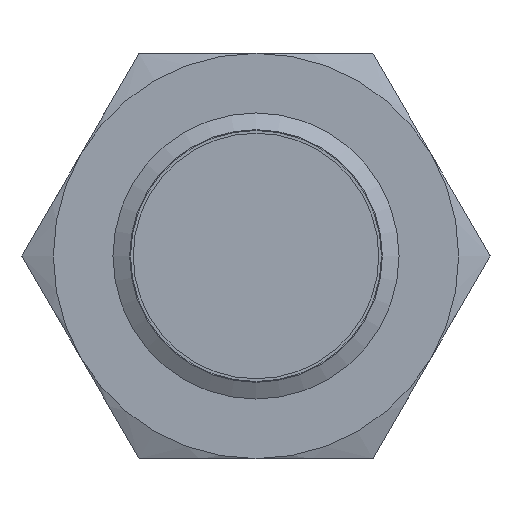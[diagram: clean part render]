
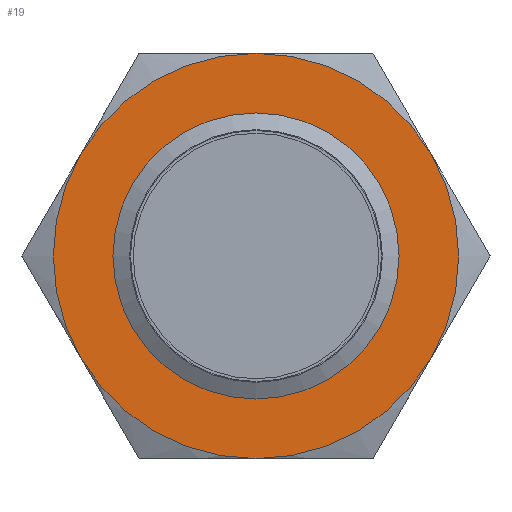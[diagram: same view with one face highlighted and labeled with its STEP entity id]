
A CAD part, left-side view. The second image highlights one B-rep face of the part: STEP entity #19.
In plain terms, the highlighted planar face has unit normal (-1, 0, 0).
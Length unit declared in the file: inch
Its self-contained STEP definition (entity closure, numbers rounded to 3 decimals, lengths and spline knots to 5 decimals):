
#2 = CARTESIAN_POINT ( 'NONE',  ( 0.3937, 0., 0. ) ) ;
#11 = DIRECTION ( 'NONE',  ( 0., 1., 0. ) ) ;
#19 = ADVANCED_FACE ( 'NONE', ( #475, #2158 ), #276, .F. ) ;
#82 = EDGE_LOOP ( 'NONE', ( #2700, #1522, #618, #1644, #2544, #404 ) ) ;
#99 = EDGE_CURVE ( 'NONE', #206, #1642, #1543, .T. ) ;
#117 = VERTEX_POINT ( 'NONE', #2012 ) ;
#149 = CIRCLE ( 'NONE', #578, 0.33465 ) ;
#154 = DIRECTION ( 'NONE',  ( 0., 0., -1. ) ) ;
#181 = CARTESIAN_POINT ( 'NONE',  ( 0.3937, 0., 0.23622 ) ) ;
#206 = VERTEX_POINT ( 'NONE', #262 ) ;
#211 = ORIENTED_EDGE ( 'NONE', *, *, #2330, .F. ) ;
#238 = DIRECTION ( 'NONE',  ( 1., 0., 0. ) ) ;
#262 = CARTESIAN_POINT ( 'NONE',  ( 0.3937, 0.28981, -0.16732 ) ) ;
#276 = PLANE ( 'NONE',  #1947 ) ;
#284 = CARTESIAN_POINT ( 'NONE',  ( 0.3937, 0., 0. ) ) ;
#297 = DIRECTION ( 'NONE',  ( 1., 0., 0. ) ) ;
#346 = EDGE_CURVE ( 'NONE', #1187, #1484, #149, .T. ) ;
#404 = ORIENTED_EDGE ( 'NONE', *, *, #99, .F. ) ;
#431 = EDGE_CURVE ( 'NONE', #1759, #206, #928, .T. ) ;
#438 = DIRECTION ( 'NONE',  ( 1., 0., 0. ) ) ;
#475 = FACE_BOUND ( 'NONE', #2304, .T. ) ;
#501 = CARTESIAN_POINT ( 'NONE',  ( 0.3937, 0., 0. ) ) ;
#502 = DIRECTION ( 'NONE',  ( 1., 0., 0. ) ) ;
#564 = DIRECTION ( 'NONE',  ( 1., 0., 0. ) ) ;
#578 = AXIS2_PLACEMENT_3D ( 'NONE', #1191, #564, #154 ) ;
#583 = VERTEX_POINT ( 'NONE', #181 ) ;
#618 = ORIENTED_EDGE ( 'NONE', *, *, #346, .F. ) ;
#704 = EDGE_CURVE ( 'NONE', #1484, #1759, #1318, .T. ) ;
#835 = AXIS2_PLACEMENT_3D ( 'NONE', #284, #297, #1766 ) ;
#924 = DIRECTION ( 'NONE',  ( -1., 0., 0. ) ) ;
#928 = CIRCLE ( 'NONE', #1287, 0.33465 ) ;
#1016 = AXIS2_PLACEMENT_3D ( 'NONE', #501, #924, #1768 ) ;
#1037 = DIRECTION ( 'NONE',  ( 1., 0., 0. ) ) ;
#1146 = CIRCLE ( 'NONE', #1863, 0.33465 ) ;
#1165 = CARTESIAN_POINT ( 'NONE',  ( 0.3937, 0., 0. ) ) ;
#1187 = VERTEX_POINT ( 'NONE', #2625 ) ;
#1191 = CARTESIAN_POINT ( 'NONE',  ( 0.3937, 0., 0. ) ) ;
#1270 = CARTESIAN_POINT ( 'NONE',  ( 0.3937, 0., 0. ) ) ;
#1287 = AXIS2_PLACEMENT_3D ( 'NONE', #1270, #438, #1699 ) ;
#1318 = CIRCLE ( 'NONE', #835, 0.33465 ) ;
#1484 = VERTEX_POINT ( 'NONE', #1744 ) ;
#1522 = ORIENTED_EDGE ( 'NONE', *, *, #704, .F. ) ;
#1543 = CIRCLE ( 'NONE', #1813, 0.33465 ) ;
#1544 = CIRCLE ( 'NONE', #2043, 0.33465 ) ;
#1631 = CARTESIAN_POINT ( 'NONE',  ( 0.3937, 0., 0. ) ) ;
#1642 = VERTEX_POINT ( 'NONE', #2181 ) ;
#1644 = ORIENTED_EDGE ( 'NONE', *, *, #1975, .F. ) ;
#1699 = DIRECTION ( 'NONE',  ( 0., 1., 0. ) ) ;
#1744 = CARTESIAN_POINT ( 'NONE',  ( 0.3937, -0.28981, -0.16732 ) ) ;
#1759 = VERTEX_POINT ( 'NONE', #1852 ) ;
#1766 = DIRECTION ( 'NONE',  ( 0., 1., 0. ) ) ;
#1768 = DIRECTION ( 'NONE',  ( 0., 0., 1. ) ) ;
#1799 = DIRECTION ( 'NONE',  ( 0., 0., -1. ) ) ;
#1813 = AXIS2_PLACEMENT_3D ( 'NONE', #1165, #502, #1799 ) ;
#1852 = CARTESIAN_POINT ( 'NONE',  ( 0.3937, 0., -0.33465 ) ) ;
#1863 = AXIS2_PLACEMENT_3D ( 'NONE', #1631, #2457, #11 ) ;
#1884 = DIRECTION ( 'NONE',  ( 0., 1., 0. ) ) ;
#1898 = EDGE_CURVE ( 'NONE', #1642, #117, #1146, .T. ) ;
#1947 = AXIS2_PLACEMENT_3D ( 'NONE', #2580, #238, #2171 ) ;
#1975 = EDGE_CURVE ( 'NONE', #117, #1187, #1544, .T. ) ;
#2012 = CARTESIAN_POINT ( 'NONE',  ( 0.3937, 0., 0.33465 ) ) ;
#2043 = AXIS2_PLACEMENT_3D ( 'NONE', #2, #1037, #1884 ) ;
#2158 = FACE_OUTER_BOUND ( 'NONE', #82, .T. ) ;
#2171 = DIRECTION ( 'NONE',  ( 0., 0., -1. ) ) ;
#2181 = CARTESIAN_POINT ( 'NONE',  ( 0.3937, 0.28981, 0.16732 ) ) ;
#2304 = EDGE_LOOP ( 'NONE', ( #211 ) ) ;
#2330 = EDGE_CURVE ( 'NONE', #583, #583, #2587, .T. ) ;
#2457 = DIRECTION ( 'NONE',  ( 1., 0., 0. ) ) ;
#2544 = ORIENTED_EDGE ( 'NONE', *, *, #1898, .F. ) ;
#2580 = CARTESIAN_POINT ( 'NONE',  ( 0.3937, 0., 0. ) ) ;
#2587 = CIRCLE ( 'NONE', #1016, 0.23622 ) ;
#2625 = CARTESIAN_POINT ( 'NONE',  ( 0.3937, -0.28981, 0.16732 ) ) ;
#2700 = ORIENTED_EDGE ( 'NONE', *, *, #431, .F. ) ;
